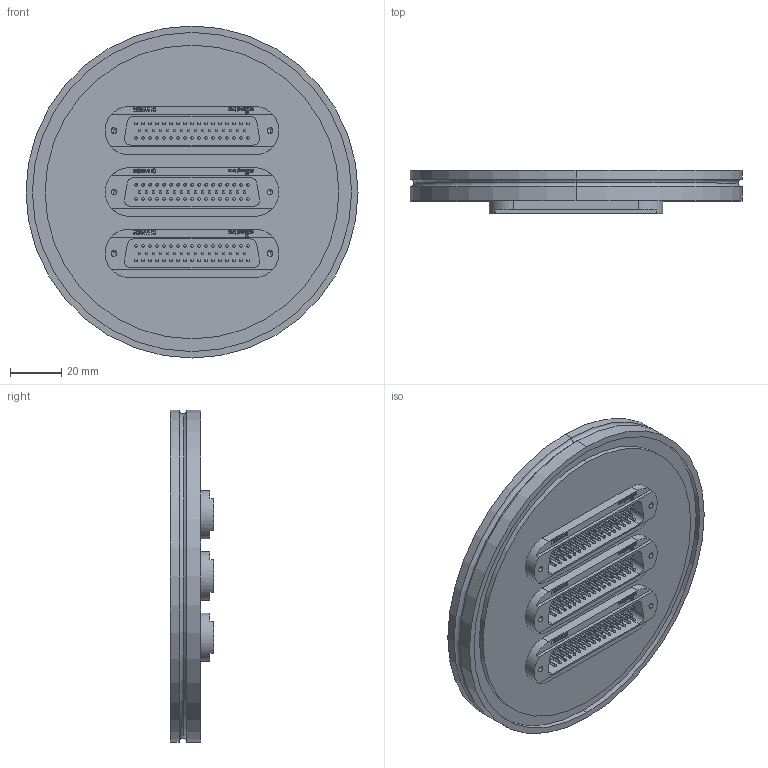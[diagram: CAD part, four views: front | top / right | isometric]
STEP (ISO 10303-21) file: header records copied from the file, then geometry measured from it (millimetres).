
FILE_DESCRIPTION (( 'STEP AP214' ), '1' );
FILE_NAME ('210-D50-ISO100-3.step', '2025-02-17T20:29:23', ( '' ), ( '' ), 'SwSTEP 2.0', 'SolidWorks 2022', '' );
FILE_SCHEMA (( 'AUTOMOTIVE_DESIGN' ));
Length unit declared in the file: millimetre
Products named in the file (5): 9210-PIN-FENI_Pin vergoldet; 210-D50-ISO100-3; 9210-D50- ISO100-3_DN100 ISO-K; 9218-D50-SS-V22_50pin 1mm beschr. allectra; 218-D50-SS_218-D50-SS
Assembly tree (55 placements, depth 3):
  210-D50-ISO100-3
    9210-D50- ISO100-3_DN100 ISO-K
    218-D50-SS_218-D50-SS  x3
      9218-D50-SS-V22_50pin 1mm beschr. allectra
      9210-PIN-FENI_Pin vergoldet
Bounding box: 130 x 17 x 130 mm (x, y, z)
Volume: 141400.2 mm3; surface area: 63474.5 mm2
Topology: 154 solids, 154 shells, 1675 faces, 4755 edges, 3140 vertices
Faces by surface type: cylinder 816, plane 444, sphere 300, bspline 81, cone 24, torus 10
Entity records: 14619 total; most frequent: CARTESIAN_POINT 3934, DIRECTION 2199, ORIENTED_EDGE 2070, EDGE_CURVE 1035, AXIS2_PLACEMENT_3D 801, VERTEX_POINT 684, VECTOR 597, LINE 597
